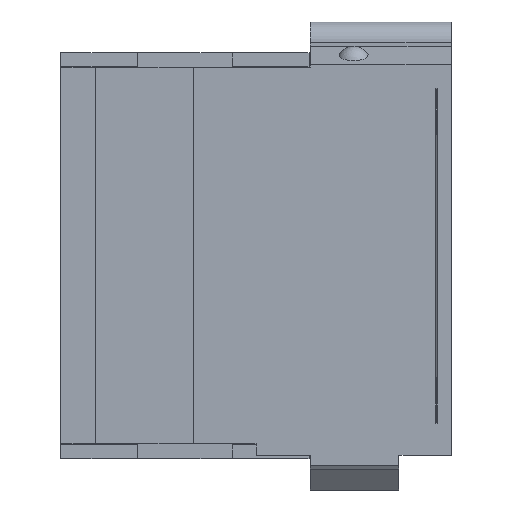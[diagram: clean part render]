
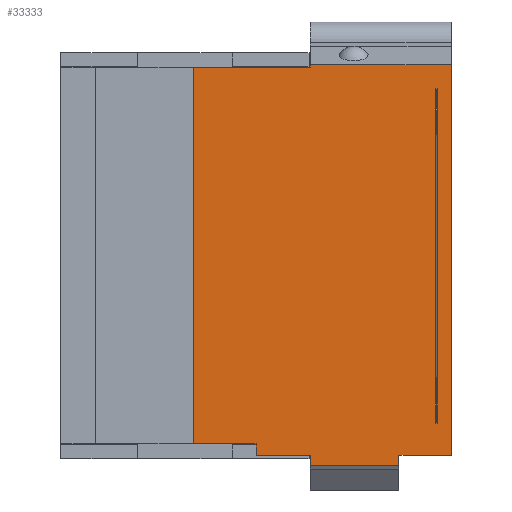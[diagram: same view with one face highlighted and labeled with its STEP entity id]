
A CAD part, front view. The second image highlights one B-rep face of the part: STEP entity #33333.
In plain terms, the highlighted planar face has unit normal (0, -1, 0).
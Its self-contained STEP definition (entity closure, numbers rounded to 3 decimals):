
#3564=DIRECTION('',(1.,0.,0.));
#3565=VECTOR('',#3564,8.4);
#3566=CARTESIAN_POINT('',(-4.5,0.,13.5));
#3567=LINE('',#3566,#3565);
#3588=DIRECTION('',(0.,0.,-1.));
#3589=VECTOR('',#3588,27.);
#3590=CARTESIAN_POINT('',(-4.5,0.,13.5));
#3591=LINE('',#3590,#3589);
#3592=DIRECTION('',(1.,0.,0.));
#3593=VECTOR('',#3592,10.1);
#3594=CARTESIAN_POINT('',(3.9,0.,13.7));
#3595=LINE('',#3594,#3593);
#3596=DIRECTION('',(0.,0.,-1.));
#3597=VECTOR('',#3596,28.);
#3598=CARTESIAN_POINT('',(14.,0.,13.7));
#3599=LINE('',#3598,#3597);
#3600=DIRECTION('',(-1.,0.,0.));
#3601=VECTOR('',#3600,3.75);
#3602=CARTESIAN_POINT('',(14.,0.,-14.3));
#3603=LINE('',#3602,#3601);
#3604=DIRECTION('',(0.,0.,1.));
#3605=VECTOR('',#3604,0.732);
#3606=CARTESIAN_POINT('',(10.25,0.,-15.032));
#3607=LINE('',#3606,#3605);
#3608=DIRECTION('',(-1.,0.,0.));
#3609=VECTOR('',#3608,6.35);
#3610=CARTESIAN_POINT('',(10.25,0.,-15.032));
#3611=LINE('',#3610,#3609);
#3612=DIRECTION('',(0.,0.,1.));
#3613=VECTOR('',#3612,0.732);
#3614=CARTESIAN_POINT('',(3.9,0.,-15.032));
#3615=LINE('',#3614,#3613);
#3616=DIRECTION('',(1.,0.,0.));
#3617=VECTOR('',#3616,3.9);
#3618=CARTESIAN_POINT('',(0.,0.,-14.3));
#3619=LINE('',#3618,#3617);
#3620=DIRECTION('',(-1.,0.,0.));
#3621=VECTOR('',#3620,4.5);
#3622=CARTESIAN_POINT('',(0.,0.,-13.5));
#3623=LINE('',#3622,#3621);
#3624=DIRECTION('',(0.,0.,1.));
#3625=VECTOR('',#3624,24.);
#3626=CARTESIAN_POINT('',(12.9,0.,-12.));
#3627=LINE('',#3626,#3625);
#3628=DIRECTION('',(0.,0.,1.));
#3629=VECTOR('',#3628,24.);
#3630=CARTESIAN_POINT('',(13.,0.,-12.));
#3631=LINE('',#3630,#3629);
#3674=DIRECTION('',(0.,0.,-1.));
#3675=VECTOR('',#3674,0.2);
#3676=CARTESIAN_POINT('',(3.9,0.,13.7));
#3677=LINE('',#3676,#3675);
#3922=DIRECTION('',(0.,0.,1.));
#3923=VECTOR('',#3922,0.8);
#3924=CARTESIAN_POINT('',(0.,0.,-14.3));
#3925=LINE('',#3924,#3923);
#5058=DIRECTION('',(1.,0.,0.));
#5059=VECTOR('',#5058,0.1);
#5060=CARTESIAN_POINT('',(12.9,0.,12.));
#5061=LINE('',#5060,#5059);
#5238=DIRECTION('',(-1.,0.,0.));
#5239=VECTOR('',#5238,0.1);
#5240=CARTESIAN_POINT('',(13.,0.,-12.));
#5241=LINE('',#5240,#5239);
#23864=CARTESIAN_POINT('',(3.9,0.,13.7));
#23865=VERTEX_POINT('',#23864);
#23900=CARTESIAN_POINT('',(14.,0.,13.7));
#23901=VERTEX_POINT('',#23900);
#23906=CARTESIAN_POINT('',(3.9,0.,13.5));
#23907=VERTEX_POINT('',#23906);
#23908=CARTESIAN_POINT('',(0.,0.,-13.5));
#23910=VERTEX_POINT('',#23908);
#23914=CARTESIAN_POINT('',(0.,0.,-14.3));
#23915=CARTESIAN_POINT('',(3.9,0.,-14.3));
#23916=VERTEX_POINT('',#23914);
#23917=VERTEX_POINT('',#23915);
#23918=CARTESIAN_POINT('',(3.9,0.,-15.032));
#23919=VERTEX_POINT('',#23918);
#23920=CARTESIAN_POINT('',(10.25,0.,-15.032));
#23921=CARTESIAN_POINT('',(10.25,0.,-14.3));
#23922=VERTEX_POINT('',#23920);
#23923=VERTEX_POINT('',#23921);
#23924=CARTESIAN_POINT('',(14.,0.,-14.3));
#23925=VERTEX_POINT('',#23924);
#24083=CARTESIAN_POINT('',(13.,0.,-12.));
#24084=CARTESIAN_POINT('',(13.,0.,12.));
#24085=VERTEX_POINT('',#24083);
#24086=VERTEX_POINT('',#24084);
#24403=CARTESIAN_POINT('',(-4.5,0.,-13.5));
#24405=VERTEX_POINT('',#24403);
#24411=CARTESIAN_POINT('',(-4.5,0.,13.5));
#24413=VERTEX_POINT('',#24411);
#26743=CARTESIAN_POINT('',(12.9,0.,-12.));
#26745=VERTEX_POINT('',#26743);
#26747=CARTESIAN_POINT('',(12.9,0.,12.));
#26749=VERTEX_POINT('',#26747);
#33294=CARTESIAN_POINT('',(-14.,0.,-13.5));
#33295=DIRECTION('',(0.,-1.,0.));
#33296=DIRECTION('',(1.,0.,0.));
#33297=AXIS2_PLACEMENT_3D('',#33294,#33295,#33296);
#33298=PLANE('',#33297);
#33299=ORIENTED_EDGE('',*,*,#33287,.F.);
#33300=ORIENTED_EDGE('',*,*,#33243,.T.);
#33302=ORIENTED_EDGE('',*,*,#33301,.F.);
#33304=ORIENTED_EDGE('',*,*,#33303,.T.);
#33306=ORIENTED_EDGE('',*,*,#33305,.T.);
#33308=ORIENTED_EDGE('',*,*,#33307,.T.);
#33310=ORIENTED_EDGE('',*,*,#33309,.F.);
#33312=ORIENTED_EDGE('',*,*,#33311,.T.);
#33314=ORIENTED_EDGE('',*,*,#33313,.T.);
#33316=ORIENTED_EDGE('',*,*,#33315,.F.);
#33318=ORIENTED_EDGE('',*,*,#33317,.T.);
#33320=ORIENTED_EDGE('',*,*,#33319,.T.);
#33321=EDGE_LOOP('',(#33299,#33300,#33302,#33304,#33306,#33308,#33310,#33312,
#33314,#33316,#33318,#33320));
#33322=FACE_OUTER_BOUND('',#33321,.F.);
#33324=ORIENTED_EDGE('',*,*,#33323,.F.);
#33326=ORIENTED_EDGE('',*,*,#33325,.F.);
#33328=ORIENTED_EDGE('',*,*,#33327,.F.);
#33330=ORIENTED_EDGE('',*,*,#33329,.T.);
#33331=EDGE_LOOP('',(#33324,#33326,#33328,#33330));
#33332=FACE_BOUND('',#33331,.F.);
#33333=ADVANCED_FACE('',(#33322,#33332),#33298,.T.);
#33243=EDGE_CURVE('',#24413,#23907,#3567,.T.);
#33287=EDGE_CURVE('',#24413,#24405,#3591,.T.);
#33301=EDGE_CURVE('',#23865,#23907,#3677,.T.);
#33303=EDGE_CURVE('',#23865,#23901,#3595,.T.);
#33305=EDGE_CURVE('',#23901,#23925,#3599,.T.);
#33307=EDGE_CURVE('',#23925,#23923,#3603,.T.);
#33309=EDGE_CURVE('',#23922,#23923,#3607,.T.);
#33311=EDGE_CURVE('',#23922,#23919,#3611,.T.);
#33313=EDGE_CURVE('',#23919,#23917,#3615,.T.);
#33315=EDGE_CURVE('',#23916,#23917,#3619,.T.);
#33317=EDGE_CURVE('',#23916,#23910,#3925,.T.);
#33319=EDGE_CURVE('',#23910,#24405,#3623,.T.);
#33323=EDGE_CURVE('',#26749,#24086,#5061,.T.);
#33325=EDGE_CURVE('',#26745,#26749,#3627,.T.);
#33327=EDGE_CURVE('',#24085,#26745,#5241,.T.);
#33329=EDGE_CURVE('',#24085,#24086,#3631,.T.);
